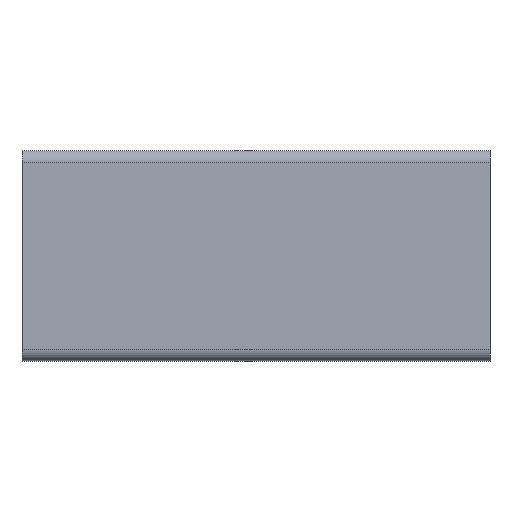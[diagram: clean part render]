
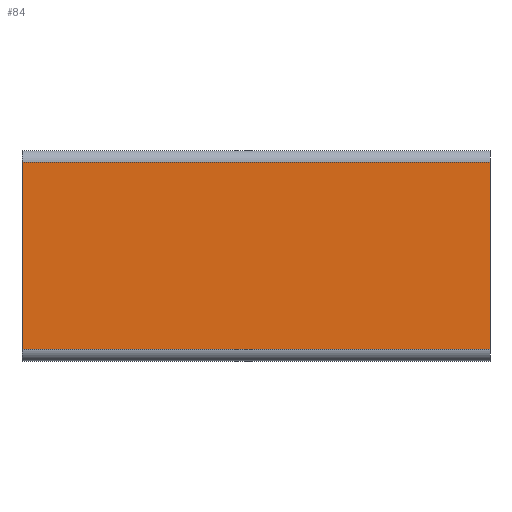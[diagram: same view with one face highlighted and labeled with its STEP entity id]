
A CAD part, top view. The second image highlights one B-rep face of the part: STEP entity #84.
In plain terms, the highlighted planar face has unit normal (0, 0, 1).
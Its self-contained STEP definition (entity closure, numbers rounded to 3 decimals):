
#30 = CARTESIAN_POINT ( 'NONE',  ( -40.816, 34.898, 22.5 ) ) ;
#58 = DIRECTION ( 'NONE',  ( 0., -1., 0. ) ) ;
#84 = ADVANCED_FACE ( 'NONE', ( #1890 ), #2256, .F. ) ;
#91 = LINE ( 'NONE', #783, #1385 ) ;
#154 = ORIENTED_EDGE ( 'NONE', *, *, #1725, .F. ) ;
#239 = CARTESIAN_POINT ( 'NONE',  ( -40.816, 34.898, 22.5 ) ) ;
#470 = LINE ( 'NONE', #1648, #2320 ) ;
#725 = CARTESIAN_POINT ( 'NONE',  ( 59.184, 74.898, 22.5 ) ) ;
#783 = CARTESIAN_POINT ( 'NONE',  ( 59.184, 34.898, 22.5 ) ) ;
#1019 = ORIENTED_EDGE ( 'NONE', *, *, #1244, .F. ) ;
#1060 = AXIS2_PLACEMENT_3D ( 'NONE', #1329, #1152, #1170 ) ;
#1104 = CARTESIAN_POINT ( 'NONE',  ( 59.184, 34.898, 22.5 ) ) ;
#1137 = VERTEX_POINT ( 'NONE', #1104 ) ;
#1152 = DIRECTION ( 'NONE',  ( 0., 0., -1. ) ) ;
#1159 = DIRECTION ( 'NONE',  ( 0., -1., 0. ) ) ;
#1170 = DIRECTION ( 'NONE',  ( -1., 0., 0. ) ) ;
#1244 = EDGE_CURVE ( 'NONE', #1137, #1522, #1369, .T. ) ;
#1280 = CARTESIAN_POINT ( 'NONE',  ( 59.184, 34.898, 22.5 ) ) ;
#1329 = CARTESIAN_POINT ( 'NONE',  ( 59.184, 34.898, 22.5 ) ) ;
#1332 = ORIENTED_EDGE ( 'NONE', *, *, #2257, .T. ) ;
#1369 = LINE ( 'NONE', #1280, #2109 ) ;
#1385 = VECTOR ( 'NONE', #1159, 1000. ) ;
#1477 = ORIENTED_EDGE ( 'NONE', *, *, #1559, .T. ) ;
#1522 = VERTEX_POINT ( 'NONE', #30 ) ;
#1559 = EDGE_CURVE ( 'NONE', #1881, #1522, #2371, .T. ) ;
#1648 = CARTESIAN_POINT ( 'NONE',  ( 59.184, 74.898, 22.5 ) ) ;
#1725 = EDGE_CURVE ( 'NONE', #2028, #1137, #91, .T. ) ;
#1732 = VECTOR ( 'NONE', #58, 1000. ) ;
#1770 = CARTESIAN_POINT ( 'NONE',  ( -40.816, 74.898, 22.5 ) ) ;
#1851 = DIRECTION ( 'NONE',  ( -1., 0., 0. ) ) ;
#1881 = VERTEX_POINT ( 'NONE', #1770 ) ;
#1890 = FACE_OUTER_BOUND ( 'NONE', #2100, .T. ) ;
#2009 = DIRECTION ( 'NONE',  ( -1., 0., 0. ) ) ;
#2028 = VERTEX_POINT ( 'NONE', #725 ) ;
#2100 = EDGE_LOOP ( 'NONE', ( #1477, #1019, #154, #1332 ) ) ;
#2109 = VECTOR ( 'NONE', #2009, 1000. ) ;
#2256 = PLANE ( 'NONE',  #1060 ) ;
#2257 = EDGE_CURVE ( 'NONE', #2028, #1881, #470, .T. ) ;
#2320 = VECTOR ( 'NONE', #1851, 1000. ) ;
#2371 = LINE ( 'NONE', #239, #1732 ) ;
